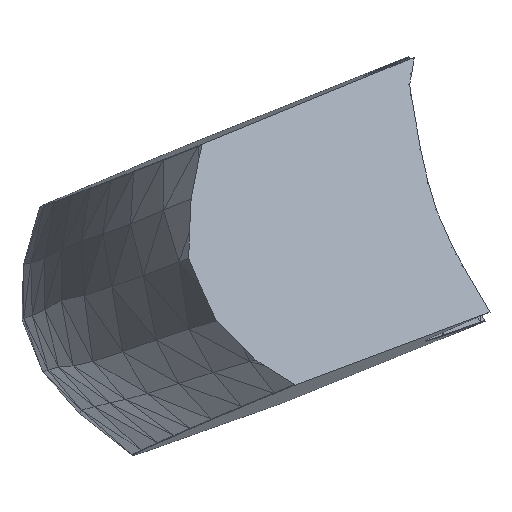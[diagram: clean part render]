
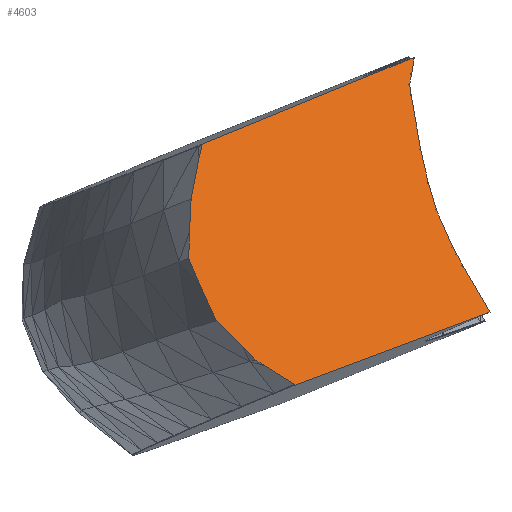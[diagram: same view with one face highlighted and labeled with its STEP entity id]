
A CAD part, left-side view. The second image highlights one B-rep face of the part: STEP entity #4603.
In plain terms, the highlighted planar face has unit normal (-0.698, -0.664, 0.269).
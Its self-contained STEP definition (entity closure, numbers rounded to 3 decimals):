
#327=FACE_OUTER_BOUND('',#640,.T.);
#640=EDGE_LOOP('',(#3952,#3953,#3954,#3955,#3956,#3957,#3958,#3959,#3960,
#3961,#3962,#3963,#3964,#3965,#3966,#3967,#3968,#3969,#3970,#3971,#3972,
#3973,#3974,#3975,#3976,#3977));
#652=LINE('',#6196,#1260);
#795=LINE('',#6479,#1403);
#905=LINE('',#6694,#1513);
#973=LINE('',#6835,#1581);
#975=LINE('',#6839,#1583);
#1095=LINE('',#7080,#1703);
#1128=LINE('',#7148,#1736);
#1131=LINE('',#7154,#1739);
#1143=LINE('',#7177,#1751);
#1176=LINE('',#7236,#1784);
#1178=LINE('',#7240,#1786);
#1198=LINE('',#7280,#1806);
#1200=LINE('',#7283,#1808);
#1224=LINE('',#7337,#1832);
#1226=LINE('',#7341,#1834);
#1228=LINE('',#7345,#1836);
#1230=LINE('',#7349,#1838);
#1232=LINE('',#7353,#1840);
#1234=LINE('',#7357,#1842);
#1236=LINE('',#7361,#1844);
#1238=LINE('',#7365,#1846);
#1240=LINE('',#7369,#1848);
#1242=LINE('',#7373,#1850);
#1244=LINE('',#7377,#1852);
#1246=LINE('',#7381,#1854);
#1248=LINE('',#7384,#1856);
#1260=VECTOR('',#4952,10.);
#1403=VECTOR('',#5211,10.);
#1513=VECTOR('',#5469,10.);
#1581=VECTOR('',#5617,10.);
#1583=VECTOR('',#5621,10.);
#1703=VECTOR('',#5835,10.);
#1736=VECTOR('',#5900,10.);
#1739=VECTOR('',#5905,10.);
#1751=VECTOR('',#5927,10.);
#1784=VECTOR('',#5990,10.);
#1786=VECTOR('',#5994,10.);
#1806=VECTOR('',#6050,10.);
#1808=VECTOR('',#6054,10.);
#1832=VECTOR('',#6116,10.);
#1834=VECTOR('',#6120,10.);
#1836=VECTOR('',#6124,10.);
#1838=VECTOR('',#6128,10.);
#1840=VECTOR('',#6132,10.);
#1842=VECTOR('',#6136,10.);
#1844=VECTOR('',#6140,10.);
#1846=VECTOR('',#6144,10.);
#1848=VECTOR('',#6148,10.);
#1850=VECTOR('',#6152,10.);
#1852=VECTOR('',#6156,10.);
#1854=VECTOR('',#6160,10.);
#1856=VECTOR('',#6164,10.);
#1868=VERTEX_POINT('',#6194);
#1869=VERTEX_POINT('',#6195);
#1950=VERTEX_POINT('',#6477);
#1951=VERTEX_POINT('',#6478);
#2015=VERTEX_POINT('',#6834);
#2016=VERTEX_POINT('',#6838);
#2090=VERTEX_POINT('',#7079);
#2108=VERTEX_POINT('',#7146);
#2109=VERTEX_POINT('',#7147);
#2111=VERTEX_POINT('',#7153);
#2117=VERTEX_POINT('',#7176);
#2128=VERTEX_POINT('',#7235);
#2129=VERTEX_POINT('',#7239);
#2131=VERTEX_POINT('',#7279);
#2142=VERTEX_POINT('',#7336);
#2143=VERTEX_POINT('',#7340);
#2144=VERTEX_POINT('',#7344);
#2145=VERTEX_POINT('',#7348);
#2146=VERTEX_POINT('',#7352);
#2147=VERTEX_POINT('',#7356);
#2148=VERTEX_POINT('',#7360);
#2149=VERTEX_POINT('',#7364);
#2150=VERTEX_POINT('',#7368);
#2151=VERTEX_POINT('',#7372);
#2152=VERTEX_POINT('',#7376);
#2153=VERTEX_POINT('',#7380);
#2165=EDGE_CURVE('',#1868,#1869,#652,.T.);
#2308=EDGE_CURVE('',#1950,#1951,#795,.T.);
#2418=EDGE_CURVE('',#1951,#1868,#905,.T.);
#2486=EDGE_CURVE('',#2015,#1950,#973,.T.);
#2488=EDGE_CURVE('',#2016,#2015,#975,.T.);
#2608=EDGE_CURVE('',#2090,#2016,#1095,.T.);
#2641=EDGE_CURVE('',#2108,#2109,#1128,.T.);
#2644=EDGE_CURVE('',#2109,#2111,#1131,.T.);
#2656=EDGE_CURVE('',#2111,#2117,#1143,.T.);
#2689=EDGE_CURVE('',#2128,#2108,#1176,.T.);
#2691=EDGE_CURVE('',#2129,#2090,#1178,.T.);
#2711=EDGE_CURVE('',#2117,#2131,#1198,.T.);
#2713=EDGE_CURVE('',#2131,#2129,#1200,.T.);
#2737=EDGE_CURVE('',#1869,#2142,#1224,.T.);
#2739=EDGE_CURVE('',#2142,#2143,#1226,.T.);
#2741=EDGE_CURVE('',#2143,#2144,#1228,.T.);
#2743=EDGE_CURVE('',#2144,#2145,#1230,.T.);
#2745=EDGE_CURVE('',#2145,#2146,#1232,.T.);
#2747=EDGE_CURVE('',#2146,#2147,#1234,.T.);
#2749=EDGE_CURVE('',#2147,#2148,#1236,.T.);
#2751=EDGE_CURVE('',#2148,#2149,#1238,.T.);
#2753=EDGE_CURVE('',#2149,#2150,#1240,.T.);
#2755=EDGE_CURVE('',#2150,#2151,#1242,.T.);
#2757=EDGE_CURVE('',#2151,#2152,#1244,.T.);
#2759=EDGE_CURVE('',#2152,#2153,#1246,.T.);
#2761=EDGE_CURVE('',#2153,#2128,#1248,.T.);
#3952=ORIENTED_EDGE('',*,*,#2737,.T.);
#3953=ORIENTED_EDGE('',*,*,#2739,.T.);
#3954=ORIENTED_EDGE('',*,*,#2741,.T.);
#3955=ORIENTED_EDGE('',*,*,#2743,.T.);
#3956=ORIENTED_EDGE('',*,*,#2745,.T.);
#3957=ORIENTED_EDGE('',*,*,#2747,.T.);
#3958=ORIENTED_EDGE('',*,*,#2749,.T.);
#3959=ORIENTED_EDGE('',*,*,#2751,.T.);
#3960=ORIENTED_EDGE('',*,*,#2753,.T.);
#3961=ORIENTED_EDGE('',*,*,#2755,.T.);
#3962=ORIENTED_EDGE('',*,*,#2757,.T.);
#3963=ORIENTED_EDGE('',*,*,#2759,.T.);
#3964=ORIENTED_EDGE('',*,*,#2761,.T.);
#3965=ORIENTED_EDGE('',*,*,#2689,.T.);
#3966=ORIENTED_EDGE('',*,*,#2641,.T.);
#3967=ORIENTED_EDGE('',*,*,#2644,.T.);
#3968=ORIENTED_EDGE('',*,*,#2656,.T.);
#3969=ORIENTED_EDGE('',*,*,#2711,.T.);
#3970=ORIENTED_EDGE('',*,*,#2713,.T.);
#3971=ORIENTED_EDGE('',*,*,#2691,.T.);
#3972=ORIENTED_EDGE('',*,*,#2608,.T.);
#3973=ORIENTED_EDGE('',*,*,#2488,.T.);
#3974=ORIENTED_EDGE('',*,*,#2486,.T.);
#3975=ORIENTED_EDGE('',*,*,#2308,.T.);
#3976=ORIENTED_EDGE('',*,*,#2418,.T.);
#3977=ORIENTED_EDGE('',*,*,#2165,.T.);
#4290=PLANE('',#4930);
#4603=ADVANCED_FACE('',(#327),#4290,.T.);
#4930=AXIS2_PLACEMENT_3D('',#7385,#6165,#6166);
#4952=DIRECTION('',(-0.395,0.043,-0.918));
#5211=DIRECTION('',(-0.502,0.185,-0.845));
#5469=DIRECTION('',(-0.489,0.167,-0.856));
#5617=DIRECTION('',(0.002,-0.377,-0.926));
#5621=DIRECTION('',(-0.717,0.645,-0.265));
#5835=DIRECTION('',(-0.002,0.377,0.926));
#5900=DIRECTION('',(0.099,0.282,0.954));
#5905=DIRECTION('',(0.161,0.22,0.962));
#5927=DIRECTION('',(0.212,0.167,0.963));
#5990=DIRECTION('',(-0.034,0.405,0.913));
#5994=DIRECTION('',(0.474,-0.146,0.869));
#6050=DIRECTION('',(0.248,0.128,0.96));
#6054=DIRECTION('',(0.484,-0.16,0.861));
#6116=DIRECTION('',(-0.384,0.029,-0.923));
#6120=DIRECTION('',(0.015,-0.389,-0.921));
#6124=DIRECTION('',(0.042,-0.413,-0.91));
#6128=DIRECTION('',(0.369,-0.654,-0.66));
#6132=DIRECTION('',(0.384,-0.663,-0.642));
#6136=DIRECTION('',(0.522,-0.728,-0.445));
#6140=DIRECTION('',(0.516,-0.726,-0.455));
#6144=DIRECTION('',(-0.013,-0.363,-0.932));
#6148=DIRECTION('',(0.716,-0.654,0.244));
#6152=DIRECTION('',(0.013,0.363,0.932));
#6156=DIRECTION('',(-0.147,0.5,0.853));
#6160=DIRECTION('',(-0.115,0.474,0.873));
#6164=DIRECTION('',(-0.1,0.462,0.881));
#6165=DIRECTION('center_axis',(-0.698,-0.664,0.269));
#6166=DIRECTION('ref_axis',(0.36,0.,0.933));
#6194=CARTESIAN_POINT('',(-14.032,96.661,939.677));
#6195=CARTESIAN_POINT('',(-14.459,96.708,938.685));
#6196=CARTESIAN_POINT('',(-12.288,96.471,943.735));
#6477=CARTESIAN_POINT('',(-13.1,96.336,941.292));
#6478=CARTESIAN_POINT('',(-13.324,96.419,940.916));
#6479=CARTESIAN_POINT('',(-10.553,95.396,945.578));
#6694=CARTESIAN_POINT('',(-11.207,95.695,944.62));
#6834=CARTESIAN_POINT('',(-13.1,96.344,941.311));
#6835=CARTESIAN_POINT('',(-13.096,95.567,939.403));
#6838=CARTESIAN_POINT('',(-6.016,89.964,943.93));
#6839=CARTESIAN_POINT('',(-0.592,85.08,945.936));
#7079=CARTESIAN_POINT('',(-6.016,89.957,943.912));
#7080=CARTESIAN_POINT('',(-6.013,89.188,942.019));
#7146=CARTESIAN_POINT('',(-7.144,89.293,939.344));
#7147=CARTESIAN_POINT('',(-7.054,89.548,940.207));
#7148=CARTESIAN_POINT('',(-7.067,89.512,940.085));
#7153=CARTESIAN_POINT('',(-6.894,89.767,941.165));
#7154=CARTESIAN_POINT('',(-6.791,89.908,941.78));
#7176=CARTESIAN_POINT('',(-6.525,90.058,942.841));
#7177=CARTESIAN_POINT('',(-6.677,89.938,942.151));
#7235=CARTESIAN_POINT('',(-7.105,88.821,938.28));
#7236=CARTESIAN_POINT('',(-7.118,88.985,938.65));
#7239=CARTESIAN_POINT('',(-6.307,90.046,943.378));
#7240=CARTESIAN_POINT('',(-5.625,89.836,944.628));
#7279=CARTESIAN_POINT('',(-6.454,90.095,943.117));
#7280=CARTESIAN_POINT('',(-6.634,90.002,942.422));
#7283=CARTESIAN_POINT('',(-5.321,89.721,945.132));
#7336=CARTESIAN_POINT('',(-14.788,96.733,937.894));
#7337=CARTESIAN_POINT('',(-12.445,96.554,943.53));
#7340=CARTESIAN_POINT('',(-14.774,96.375,937.045));
#7341=CARTESIAN_POINT('',(-14.776,96.448,937.218));
#7344=CARTESIAN_POINT('',(-14.726,95.907,936.014));
#7345=CARTESIAN_POINT('',(-14.765,96.29,936.858));
#7348=CARTESIAN_POINT('',(-14.271,95.102,935.202));
#7349=CARTESIAN_POINT('',(-12.898,92.665,932.745));
#7352=CARTESIAN_POINT('',(-14.052,94.723,934.835));
#7353=CARTESIAN_POINT('',(-12.424,91.911,932.112));
#7356=CARTESIAN_POINT('',(-13.84,94.427,934.654));
#7357=CARTESIAN_POINT('',(-10.745,90.109,932.016));
#7360=CARTESIAN_POINT('',(-13.213,93.545,934.102));
#7361=CARTESIAN_POINT('',(-10.815,90.172,931.99));
#7364=CARTESIAN_POINT('',(-13.213,93.538,934.083));
#7365=CARTESIAN_POINT('',(-13.186,94.278,935.985));
#7368=CARTESIAN_POINT('',(-6.795,87.683,936.271));
#7369=CARTESIAN_POINT('',(-1.563,82.909,938.054));
#7372=CARTESIAN_POINT('',(-6.795,87.69,936.289));
#7373=CARTESIAN_POINT('',(-6.767,88.423,938.172));
#7376=CARTESIAN_POINT('',(-7.019,88.451,937.588));
#7377=CARTESIAN_POINT('',(-7.073,88.634,937.902));
#7380=CARTESIAN_POINT('',(-7.073,88.676,938.003));
#7381=CARTESIAN_POINT('',(-7.088,88.738,938.119));
#7384=CARTESIAN_POINT('',(-7.093,88.765,938.174));
#7385=CARTESIAN_POINT('Origin',(0.186,82.838,942.416));
